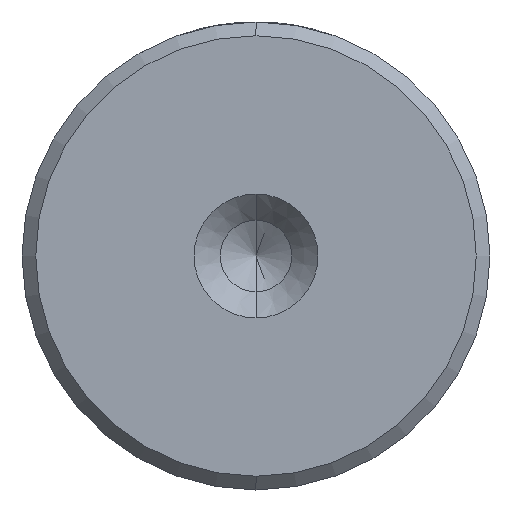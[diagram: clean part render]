
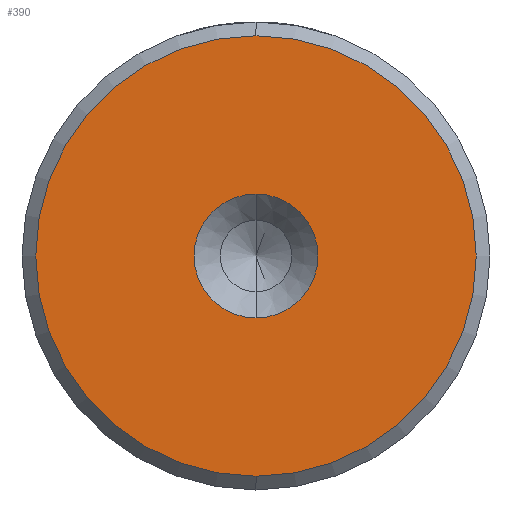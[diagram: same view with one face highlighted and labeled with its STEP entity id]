
A CAD part, left-side view. The second image highlights one B-rep face of the part: STEP entity #390.
In plain terms, the highlighted planar face has unit normal (-1, 0, 0).
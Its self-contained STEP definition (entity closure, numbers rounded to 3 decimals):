
#58 = CIRCLE ( 'NONE', #1830, 2.25 ) ;
#86 = EDGE_CURVE ( 'NONE', #1425, #1384, #58, .T. ) ;
#99 = CARTESIAN_POINT ( 'NONE',  ( 0., 0., 0. ) ) ;
#145 = ORIENTED_EDGE ( 'NONE', *, *, #1165, .F. ) ;
#271 = DIRECTION ( 'NONE',  ( 0., 0., 1. ) ) ;
#351 = ORIENTED_EDGE ( 'NONE', *, *, #1233, .T. ) ;
#390 = ADVANCED_FACE ( 'NONE', ( #1389, #1621 ), #1038, .T. ) ;
#430 = EDGE_CURVE ( 'NONE', #1842, #1827, #1563, .T. ) ;
#485 = DIRECTION ( 'NONE',  ( 0., 0., 1. ) ) ;
#494 = DIRECTION ( 'NONE',  ( -1., 0., 0. ) ) ;
#502 = CARTESIAN_POINT ( 'NONE',  ( 0., 0., 0. ) ) ;
#521 = CARTESIAN_POINT ( 'NONE',  ( 0., 0., -2.25 ) ) ;
#539 = CARTESIAN_POINT ( 'NONE',  ( 0., 0., 2.25 ) ) ;
#541 = AXIS2_PLACEMENT_3D ( 'NONE', #791, #1883, #942 ) ;
#791 = CARTESIAN_POINT ( 'NONE',  ( 0., 0., 0. ) ) ;
#841 = DIRECTION ( 'NONE',  ( 0., 0., 1. ) ) ;
#849 = DIRECTION ( 'NONE',  ( -1., 0., 0. ) ) ;
#866 = CARTESIAN_POINT ( 'NONE',  ( 0., 0., 0. ) ) ;
#878 = ORIENTED_EDGE ( 'NONE', *, *, #86, .F. ) ;
#942 = DIRECTION ( 'NONE',  ( 0., 0., 1. ) ) ;
#1038 = PLANE ( 'NONE',  #1302 ) ;
#1165 = EDGE_CURVE ( 'NONE', #1384, #1425, #1492, .T. ) ;
#1233 = EDGE_CURVE ( 'NONE', #1827, #1842, #1290, .T. ) ;
#1246 = DIRECTION ( 'NONE',  ( -1., 0., 0. ) ) ;
#1290 = CIRCLE ( 'NONE', #541, 8. ) ;
#1302 = AXIS2_PLACEMENT_3D ( 'NONE', #866, #849, #841 ) ;
#1384 = VERTEX_POINT ( 'NONE', #521 ) ;
#1389 = FACE_OUTER_BOUND ( 'NONE', #1918, .T. ) ;
#1425 = VERTEX_POINT ( 'NONE', #539 ) ;
#1492 = CIRCLE ( 'NONE', #1957, 2.25 ) ;
#1519 = ORIENTED_EDGE ( 'NONE', *, *, #430, .T. ) ;
#1563 = CIRCLE ( 'NONE', #1627, 8. ) ;
#1621 = FACE_BOUND ( 'NONE', #1920, .T. ) ;
#1627 = AXIS2_PLACEMENT_3D ( 'NONE', #502, #494, #485 ) ;
#1727 = CARTESIAN_POINT ( 'NONE',  ( 0., 0., 8. ) ) ;
#1825 = DIRECTION ( 'NONE',  ( -1., 0., 0. ) ) ;
#1827 = VERTEX_POINT ( 'NONE', #2048 ) ;
#1830 = AXIS2_PLACEMENT_3D ( 'NONE', #1898, #1825, #1974 ) ;
#1842 = VERTEX_POINT ( 'NONE', #1727 ) ;
#1883 = DIRECTION ( 'NONE',  ( -1., 0., 0. ) ) ;
#1898 = CARTESIAN_POINT ( 'NONE',  ( 0., 0., 0. ) ) ;
#1918 = EDGE_LOOP ( 'NONE', ( #351, #1519 ) ) ;
#1920 = EDGE_LOOP ( 'NONE', ( #878, #145 ) ) ;
#1957 = AXIS2_PLACEMENT_3D ( 'NONE', #99, #1246, #271 ) ;
#1974 = DIRECTION ( 'NONE',  ( 0., 0., 1. ) ) ;
#2048 = CARTESIAN_POINT ( 'NONE',  ( 0., 0., -8. ) ) ;
